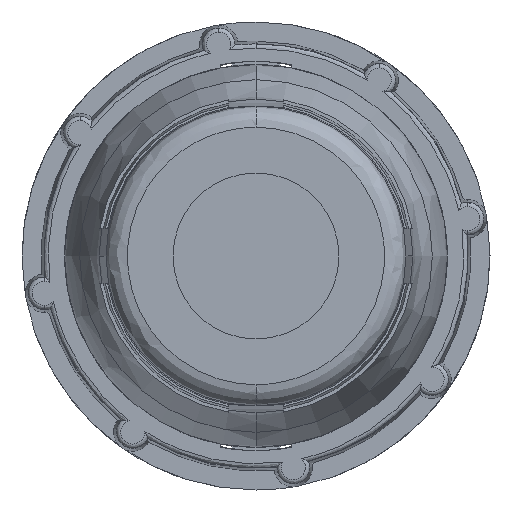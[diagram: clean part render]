
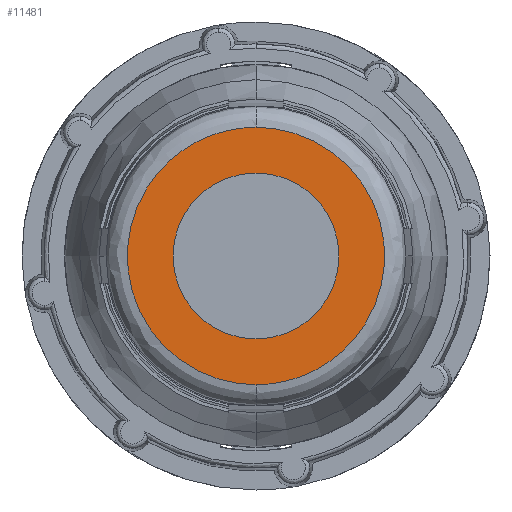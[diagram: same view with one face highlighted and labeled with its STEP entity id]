
A CAD part, front view. The second image highlights one B-rep face of the part: STEP entity #11481.
In plain terms, the highlighted planar face has unit normal (0, -1, 0).
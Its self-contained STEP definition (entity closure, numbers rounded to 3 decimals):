
#2029 = EDGE_LOOP ( 'NONE', ( #13398, #16464 ) ) ;
#2579 =( BOUNDED_CURVE ( )  B_SPLINE_CURVE ( 3, ( #11004, #12281, #9403, #12468 ),
 .UNSPECIFIED., .F., .F. ) 
 B_SPLINE_CURVE_WITH_KNOTS ( ( 4, 4 ),
 ( 0., 1. ),
 .UNSPECIFIED. ) 
 CURVE ( )  GEOMETRIC_REPRESENTATION_ITEM ( )  RATIONAL_B_SPLINE_CURVE ( ( 1., 0.333, 0.333, 1. ) ) 
 REPRESENTATION_ITEM ( '' )  );
#5894 = AXIS2_PLACEMENT_3D ( 'NONE', #12610, #12589, #12588 ) ;
#8821 = EDGE_CURVE ( 'NONE', #15575, #10454, #15265, .T. ) ;
#9403 = CARTESIAN_POINT ( 'NONE',  ( -12.098, -28., 6.049 ) ) ;
#10454 = VERTEX_POINT ( 'NONE', #10777 ) ;
#10777 = CARTESIAN_POINT ( 'NONE',  ( 0., -28., -6.049 ) ) ;
#11004 = CARTESIAN_POINT ( 'NONE',  ( 0., -28., -6.049 ) ) ;
#11481 = ADVANCED_FACE ( 'NONE', ( #18048 ), #12628, .F. ) ;
#11572 = CARTESIAN_POINT ( 'NONE',  ( 0., -28., 6.049 ) ) ;
#12281 = CARTESIAN_POINT ( 'NONE',  ( -12.098, -28., -6.049 ) ) ;
#12468 = CARTESIAN_POINT ( 'NONE',  ( 0., -28., 6.049 ) ) ;
#12588 = DIRECTION ( 'NONE',  ( 0., 0., 1. ) ) ;
#12589 = DIRECTION ( 'NONE',  ( 0., 1., 0. ) ) ;
#12610 = CARTESIAN_POINT ( 'NONE',  ( 7., -28., 0. ) ) ;
#12628 = PLANE ( 'NONE',  #5894 ) ;
#13398 = ORIENTED_EDGE ( 'NONE', *, *, #8821, .F. ) ;
#14278 = EDGE_CURVE ( 'NONE', #10454, #15575, #2579, .T. ) ;
#14588 = CARTESIAN_POINT ( 'NONE',  ( 0., -28., -6.049 ) ) ;
#14594 = CARTESIAN_POINT ( 'NONE',  ( 0., -28., 6.049 ) ) ;
#14610 = CARTESIAN_POINT ( 'NONE',  ( 12.098, -28., -6.049 ) ) ;
#14654 = CARTESIAN_POINT ( 'NONE',  ( 12.098, -28., 6.049 ) ) ;
#15265 =( BOUNDED_CURVE ( )  B_SPLINE_CURVE ( 3, ( #14594, #14654, #14610, #14588 ),
 .UNSPECIFIED., .F., .F. ) 
 B_SPLINE_CURVE_WITH_KNOTS ( ( 4, 4 ),
 ( 0., 1. ),
 .UNSPECIFIED. ) 
 CURVE ( )  GEOMETRIC_REPRESENTATION_ITEM ( )  RATIONAL_B_SPLINE_CURVE ( ( 1., 0.333, 0.333, 1. ) ) 
 REPRESENTATION_ITEM ( '' )  );
#15575 = VERTEX_POINT ( 'NONE', #11572 ) ;
#16464 = ORIENTED_EDGE ( 'NONE', *, *, #14278, .F. ) ;
#18048 = FACE_OUTER_BOUND ( 'NONE', #2029, .T. ) ;
